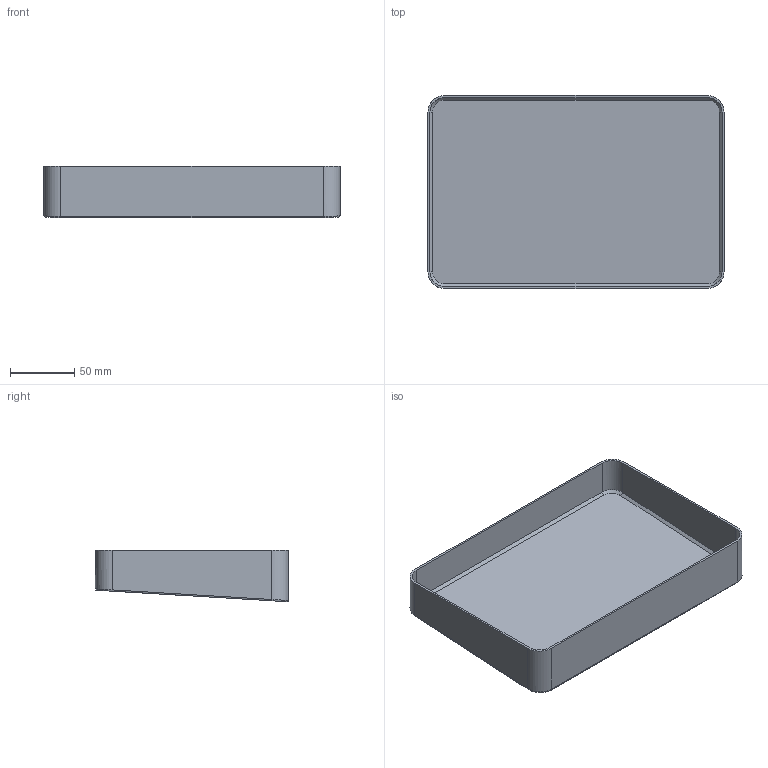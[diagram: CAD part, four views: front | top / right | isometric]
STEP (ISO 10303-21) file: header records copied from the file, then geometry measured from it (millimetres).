
FILE_DESCRIPTION(('FreeCAD Model'),'2;1');
FILE_NAME('Open CASCADE Shape Model','2023-05-21T18:19:43',(''),(''), 'Open CASCADE STEP processor 7.6','FreeCAD','Unknown');
FILE_SCHEMA(('AUTOMOTIVE_DESIGN { 1 0 10303 214 1 1 1 1 }'));
Length unit declared in the file: millimetre
Products named in the file (1): Body
Bounding box: 230 x 150 x 39.98 mm (x, y, z)
Volume: 96121.9 mm3; surface area: 118600.7 mm2
Topology: 1 solids, 1 shells, 35 faces, 80 edges, 48 vertices
Faces by surface type: plane 19, cylinder 8, bspline 8
Entity records: 2416 total; most frequent: CARTESIAN_POINT 856, DIRECTION 250, LINE 170, VECTOR 170, ORIENTED_EDGE 160, PCURVE 160, DEFINITIONAL_REPRESENTATION 160, EDGE_CURVE 80
